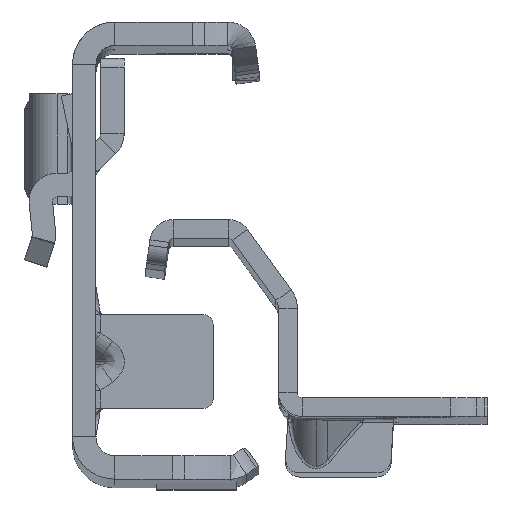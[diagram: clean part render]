
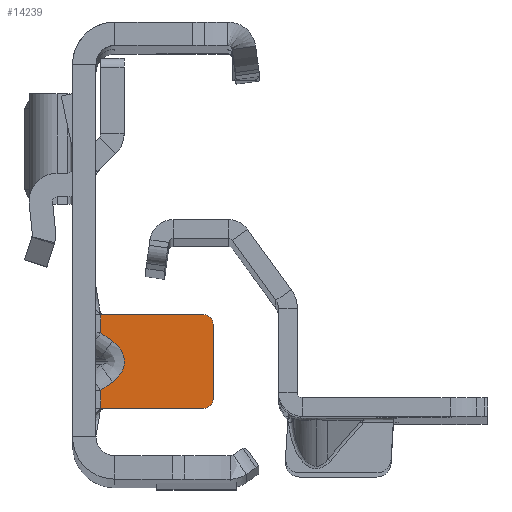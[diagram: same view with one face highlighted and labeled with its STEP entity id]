
A CAD part, top view. The second image highlights one B-rep face of the part: STEP entity #14239.
In plain terms, the highlighted planar face has unit normal (0, 0, 1).
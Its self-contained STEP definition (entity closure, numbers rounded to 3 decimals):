
#254 = VERTEX_POINT ( 'NONE', #10726 ) ;
#255 = CARTESIAN_POINT ( 'NONE',  ( 3.573, -9.692, -491.5 ) ) ;
#450 = CARTESIAN_POINT ( 'NONE',  ( -1.826, -15.6, -491.5 ) ) ;
#956 = PLANE ( 'NONE',  #9329 ) ;
#996 = LINE ( 'NONE', #8487, #3344 ) ;
#1177 = DIRECTION ( 'NONE',  ( -0.816, 0.577, 0. ) ) ;
#1285 = ORIENTED_EDGE ( 'NONE', *, *, #10593, .T. ) ;
#1614 = CARTESIAN_POINT ( 'NONE',  ( 11.5, -15.6, -491.5 ) ) ;
#1691 = LINE ( 'NONE', #450, #15293 ) ;
#1733 = EDGE_CURVE ( 'NONE', #3844, #5529, #15219, .T. ) ;
#2212 = CARTESIAN_POINT ( 'NONE',  ( 0.5, 22.3, -491.5 ) ) ;
#2408 = DIRECTION ( 'NONE',  ( 0., 1., 0. ) ) ;
#2889 = EDGE_CURVE ( 'NONE', #15155, #3844, #9111, .T. ) ;
#3057 = VECTOR ( 'NONE', #2408, 1000. ) ;
#3093 = AXIS2_PLACEMENT_3D ( 'NONE', #9036, #15103, #17050 ) ;
#3165 = CARTESIAN_POINT ( 'NONE',  ( 0.708, -15.6, -491.5 ) ) ;
#3210 = DIRECTION ( 'NONE',  ( 0., 0., 1. ) ) ;
#3344 = VECTOR ( 'NONE', #7044, 1000. ) ;
#3474 = VERTEX_POINT ( 'NONE', #3165 ) ;
#3604 = VECTOR ( 'NONE', #1177, 1000. ) ;
#3844 = VERTEX_POINT ( 'NONE', #7252 ) ;
#3849 = CARTESIAN_POINT ( 'NONE',  ( -37.326, 22.3, -491.5 ) ) ;
#4026 = EDGE_CURVE ( 'NONE', #4179, #254, #996, .T. ) ;
#4179 = VERTEX_POINT ( 'NONE', #13586 ) ;
#4275 = CARTESIAN_POINT ( 'NONE',  ( 0.5, -15.6, -491.5 ) ) ;
#4375 = ORIENTED_EDGE ( 'NONE', *, *, #12792, .F. ) ;
#4410 = ORIENTED_EDGE ( 'NONE', *, *, #12285, .T. ) ;
#4418 = VECTOR ( 'NONE', #16553, 1000. ) ;
#4584 = LINE ( 'NONE', #10439, #6873 ) ;
#4665 = VERTEX_POINT ( 'NONE', #10445 ) ;
#5131 = ORIENTED_EDGE ( 'NONE', *, *, #18353, .T. ) ;
#5136 = ORIENTED_EDGE ( 'NONE', *, *, #13754, .F. ) ;
#5190 = CARTESIAN_POINT ( 'NONE',  ( 0.5, 22.3, -491.5 ) ) ;
#5289 = DIRECTION ( 'NONE',  ( 0., 1., 0. ) ) ;
#5529 = VERTEX_POINT ( 'NONE', #12916 ) ;
#5602 = CARTESIAN_POINT ( 'NONE',  ( 12.5, -6.6, -491.5 ) ) ;
#5620 = EDGE_CURVE ( 'NONE', #10569, #3474, #12388, .T. ) ;
#5833 = FACE_OUTER_BOUND ( 'NONE', #7152, .T. ) ;
#5904 = AXIS2_PLACEMENT_3D ( 'NONE', #10603, #3210, #7626 ) ;
#5953 = CARTESIAN_POINT ( 'NONE',  ( 12.5, -6.6, -491.5 ) ) ;
#6457 = LINE ( 'NONE', #5190, #13348 ) ;
#6569 = LINE ( 'NONE', #12427, #4418 ) ;
#6619 = ORIENTED_EDGE ( 'NONE', *, *, #15599, .T. ) ;
#6767 = VERTEX_POINT ( 'NONE', #7887 ) ;
#6873 = VECTOR ( 'NONE', #10529, 1000. ) ;
#6882 = ORIENTED_EDGE ( 'NONE', *, *, #17473, .F. ) ;
#7044 = DIRECTION ( 'NONE',  ( -1., 0., 0. ) ) ;
#7152 = EDGE_LOOP ( 'NONE', ( #11688, #17198, #5136, #4375, #9796, #6619, #5131, #11086, #1285, #4410, #18561, #6882 ) ) ;
#7252 = CARTESIAN_POINT ( 'NONE',  ( 1.757, -8.408, -491.5 ) ) ;
#7410 = CARTESIAN_POINT ( 'NONE',  ( -1.826, -15.6, -491.5 ) ) ;
#7549 = CARTESIAN_POINT ( 'NONE',  ( 3.573, -11.508, -491.5 ) ) ;
#7626 = DIRECTION ( 'NONE',  ( 0., -1., 0. ) ) ;
#7841 = DIRECTION ( 'NONE',  ( 1., 0., 0. ) ) ;
#7887 = CARTESIAN_POINT ( 'NONE',  ( 0.5, -13.681, -491.5 ) ) ;
#7991 = CIRCLE ( 'NONE', #3093, 1. ) ;
#8487 = CARTESIAN_POINT ( 'NONE',  ( -1.826, -5.6, -491.5 ) ) ;
#9036 = CARTESIAN_POINT ( 'NONE',  ( 11.5, -14.6, -491.5 ) ) ;
#9051 = DIRECTION ( 'NONE',  ( 1., 0., 0. ) ) ;
#9111 =( BOUNDED_CURVE ( )  B_SPLINE_CURVE ( 3, ( #11687, #7549, #255, #17334 ),
 .UNSPECIFIED., .F., .F. ) 
 B_SPLINE_CURVE_WITH_KNOTS ( ( 4, 4 ),
 ( 2.356, 3.927 ),
 .UNSPECIFIED. ) 
 CURVE ( )  GEOMETRIC_REPRESENTATION_ITEM ( )  RATIONAL_B_SPLINE_CURVE ( ( 1., 0.805, 0.805, 1. ) ) 
 REPRESENTATION_ITEM ( '' )  );
#9329 = AXIS2_PLACEMENT_3D ( 'NONE', #3849, #14594, #5289 ) ;
#9446 = CARTESIAN_POINT ( 'NONE',  ( 1.367, -8.131, -491.5 ) ) ;
#9708 = LINE ( 'NONE', #2212, #3057 ) ;
#9796 = ORIENTED_EDGE ( 'NONE', *, *, #5620, .T. ) ;
#10439 = CARTESIAN_POINT ( 'NONE',  ( -1.826, -5.6, -491.5 ) ) ;
#10445 = CARTESIAN_POINT ( 'NONE',  ( 11.5, -5.6, -491.5 ) ) ;
#10529 = DIRECTION ( 'NONE',  ( -1., 0., 0. ) ) ;
#10569 = VERTEX_POINT ( 'NONE', #4275 ) ;
#10593 = EDGE_CURVE ( 'NONE', #11283, #4665, #13883, .T. ) ;
#10603 = CARTESIAN_POINT ( 'NONE',  ( 11.5, -6.6, -491.5 ) ) ;
#10726 = CARTESIAN_POINT ( 'NONE',  ( 0.5, -5.6, -491.5 ) ) ;
#11086 = ORIENTED_EDGE ( 'NONE', *, *, #12468, .T. ) ;
#11283 = VERTEX_POINT ( 'NONE', #5953 ) ;
#11309 = VERTEX_POINT ( 'NONE', #1614 ) ;
#11687 = CARTESIAN_POINT ( 'NONE',  ( 1.757, -12.792, -491.5 ) ) ;
#11688 = ORIENTED_EDGE ( 'NONE', *, *, #1733, .F. ) ;
#12285 = EDGE_CURVE ( 'NONE', #4665, #4179, #4584, .T. ) ;
#12388 = LINE ( 'NONE', #7410, #13103 ) ;
#12427 = CARTESIAN_POINT ( 'NONE',  ( 2.624, -12.179, -491.5 ) ) ;
#12468 = EDGE_CURVE ( 'NONE', #14278, #11283, #18474, .T. ) ;
#12496 = DIRECTION ( 'NONE',  ( 0., 1., 0. ) ) ;
#12792 = EDGE_CURVE ( 'NONE', #10569, #6767, #6457, .T. ) ;
#12916 = CARTESIAN_POINT ( 'NONE',  ( 0.5, -7.519, -491.5 ) ) ;
#13103 = VECTOR ( 'NONE', #9051, 1000. ) ;
#13348 = VECTOR ( 'NONE', #12496, 1000. ) ;
#13586 = CARTESIAN_POINT ( 'NONE',  ( 0.708, -5.6, -491.5 ) ) ;
#13754 = EDGE_CURVE ( 'NONE', #6767, #15155, #6569, .T. ) ;
#13883 = CIRCLE ( 'NONE', #5904, 1. ) ;
#14239 = ADVANCED_FACE ( 'NONE', ( #5833 ), #956, .F. ) ;
#14278 = VERTEX_POINT ( 'NONE', #15665 ) ;
#14594 = DIRECTION ( 'NONE',  ( 0., 0., -1. ) ) ;
#15103 = DIRECTION ( 'NONE',  ( 0., 0., 1. ) ) ;
#15155 = VERTEX_POINT ( 'NONE', #15949 ) ;
#15219 = LINE ( 'NONE', #9446, #3604 ) ;
#15293 = VECTOR ( 'NONE', #7841, 1000. ) ;
#15599 = EDGE_CURVE ( 'NONE', #3474, #11309, #1691, .T. ) ;
#15665 = CARTESIAN_POINT ( 'NONE',  ( 12.5, -14.6, -491.5 ) ) ;
#15949 = CARTESIAN_POINT ( 'NONE',  ( 1.757, -12.792, -491.5 ) ) ;
#16553 = DIRECTION ( 'NONE',  ( 0.816, 0.577, 0. ) ) ;
#17050 = DIRECTION ( 'NONE',  ( 0., 1., 0. ) ) ;
#17198 = ORIENTED_EDGE ( 'NONE', *, *, #2889, .F. ) ;
#17314 = DIRECTION ( 'NONE',  ( 0., 1., 0. ) ) ;
#17334 = CARTESIAN_POINT ( 'NONE',  ( 1.757, -8.408, -491.5 ) ) ;
#17473 = EDGE_CURVE ( 'NONE', #5529, #254, #9708, .T. ) ;
#18353 = EDGE_CURVE ( 'NONE', #11309, #14278, #7991, .T. ) ;
#18474 = LINE ( 'NONE', #5602, #18529 ) ;
#18529 = VECTOR ( 'NONE', #17314, 1000. ) ;
#18561 = ORIENTED_EDGE ( 'NONE', *, *, #4026, .T. ) ;
